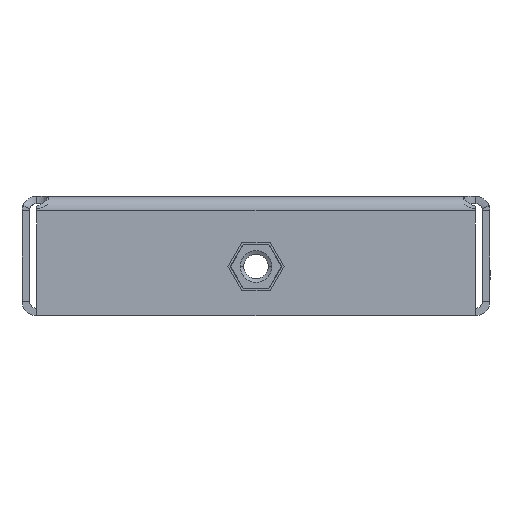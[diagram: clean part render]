
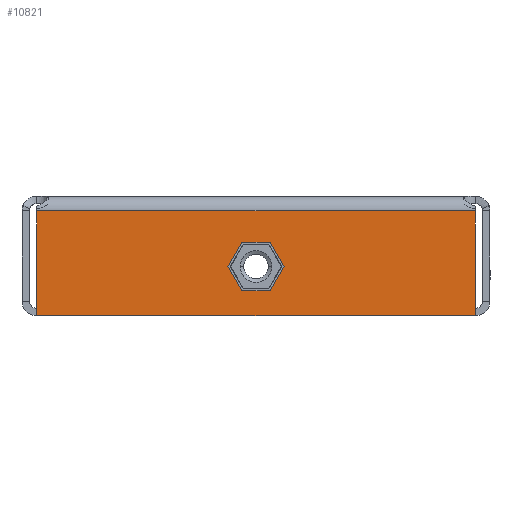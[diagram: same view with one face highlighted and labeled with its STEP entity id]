
A CAD part, left-side view. The second image highlights one B-rep face of the part: STEP entity #10821.
In plain terms, the highlighted planar face has unit normal (-1, 0, 0).
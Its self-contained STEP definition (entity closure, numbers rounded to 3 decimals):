
#491 = ORIENTED_EDGE ( 'NONE', *, *, #13797, .T. ) ;
#762 = DIRECTION ( 'NONE',  ( 0., 1., 0. ) ) ;
#840 = DIRECTION ( 'NONE',  ( 0., 0., -1. ) ) ;
#1177 = CARTESIAN_POINT ( 'NONE',  ( -252., -5.312, -14.4 ) ) ;
#1482 = ORIENTED_EDGE ( 'NONE', *, *, #14747, .T. ) ;
#2139 = LINE ( 'NONE', #6449, #18191 ) ;
#2267 = LINE ( 'NONE', #12024, #3788 ) ;
#2542 = CARTESIAN_POINT ( 'NONE',  ( -252., -45., -24.5 ) ) ;
#3099 = VERTEX_POINT ( 'NONE', #6458 ) ;
#3129 = VERTEX_POINT ( 'NONE', #18130 ) ;
#3301 = CARTESIAN_POINT ( 'NONE',  ( -252., -10.219, -5.9 ) ) ;
#3788 = VECTOR ( 'NONE', #7891, 1000. ) ;
#3871 = DIRECTION ( 'NONE',  ( 0., 0., 1. ) ) ;
#3977 = CARTESIAN_POINT ( 'NONE',  ( -252., 0., -9.8 ) ) ;
#4246 = VECTOR ( 'NONE', #6830, 1000. ) ;
#4958 = FACE_OUTER_BOUND ( 'NONE', #7615, .T. ) ;
#5057 = CARTESIAN_POINT ( 'NONE',  ( -252., 0., -24.5 ) ) ;
#5187 = LINE ( 'NONE', #6336, #14605 ) ;
#5897 = LINE ( 'NONE', #15805, #11562 ) ;
#6336 = CARTESIAN_POINT ( 'NONE',  ( -252., -45., 0. ) ) ;
#6449 = CARTESIAN_POINT ( 'NONE',  ( -252., 10.219, -5.9 ) ) ;
#6458 = CARTESIAN_POINT ( 'NONE',  ( -252., -2.656, -19. ) ) ;
#6830 = DIRECTION ( 'NONE',  ( 0., -0.5, -0.866 ) ) ;
#7217 = CARTESIAN_POINT ( 'NONE',  ( -252., 45., -3. ) ) ;
#7615 = EDGE_LOOP ( 'NONE', ( #9960, #1482, #8519, #12188 ) ) ;
#7684 = CARTESIAN_POINT ( 'NONE',  ( -252., 0., 0. ) ) ;
#7687 = ORIENTED_EDGE ( 'NONE', *, *, #16789, .T. ) ;
#7703 = VECTOR ( 'NONE', #762, 1000. ) ;
#7891 = DIRECTION ( 'NONE',  ( 0., -0.5, 0.866 ) ) ;
#7924 = VERTEX_POINT ( 'NONE', #17491 ) ;
#8047 = LINE ( 'NONE', #5057, #16073 ) ;
#8326 = CARTESIAN_POINT ( 'NONE',  ( -252., 2.252, -1.3 ) ) ;
#8519 = ORIENTED_EDGE ( 'NONE', *, *, #15761, .T. ) ;
#8690 = VERTEX_POINT ( 'NONE', #2542 ) ;
#8823 = EDGE_CURVE ( 'NONE', #15075, #3099, #15841, .T. ) ;
#9107 = VERTEX_POINT ( 'NONE', #7217 ) ;
#9563 = CARTESIAN_POINT ( 'NONE',  ( -252., 0., -19. ) ) ;
#9680 = DIRECTION ( 'NONE',  ( 0., -1., 0. ) ) ;
#9846 = VERTEX_POINT ( 'NONE', #17016 ) ;
#9960 = ORIENTED_EDGE ( 'NONE', *, *, #13018, .F. ) ;
#10220 = AXIS2_PLACEMENT_3D ( 'NONE', #7684, #13474, #840 ) ;
#10516 = CARTESIAN_POINT ( 'NONE',  ( -252., 45., -24.5 ) ) ;
#10674 = FACE_BOUND ( 'NONE', #16326, .T. ) ;
#10821 = ADVANCED_FACE ( 'NONE', ( #10674, #4958 ), #10872, .F. ) ;
#10872 = PLANE ( 'NONE',  #10220 ) ;
#10914 = CARTESIAN_POINT ( 'NONE',  ( -252., -45., -3. ) ) ;
#10956 = EDGE_CURVE ( 'NONE', #7924, #15075, #11222, .T. ) ;
#11007 = DIRECTION ( 'NONE',  ( 0., -1., 0. ) ) ;
#11222 = LINE ( 'NONE', #8326, #4246 ) ;
#11552 = ORIENTED_EDGE ( 'NONE', *, *, #15577, .T. ) ;
#11562 = VECTOR ( 'NONE', #17296, 1000. ) ;
#11736 = DIRECTION ( 'NONE',  ( 0., 0.5, -0.866 ) ) ;
#11864 = CARTESIAN_POINT ( 'NONE',  ( -252., 2.656, -19. ) ) ;
#12024 = CARTESIAN_POINT ( 'NONE',  ( -252., -2.252, -1.3 ) ) ;
#12188 = ORIENTED_EDGE ( 'NONE', *, *, #18289, .T. ) ;
#12621 = VECTOR ( 'NONE', #11007, 1000. ) ;
#13018 = EDGE_CURVE ( 'NONE', #9107, #18192, #17928, .T. ) ;
#13198 = VERTEX_POINT ( 'NONE', #10516 ) ;
#13474 = DIRECTION ( 'NONE',  ( 1., 0., 0. ) ) ;
#13504 = ORIENTED_EDGE ( 'NONE', *, *, #8823, .T. ) ;
#13797 = EDGE_CURVE ( 'NONE', #17769, #9846, #2139, .T. ) ;
#14030 = ORIENTED_EDGE ( 'NONE', *, *, #10956, .T. ) ;
#14113 = EDGE_CURVE ( 'NONE', #3099, #17769, #18169, .T. ) ;
#14605 = VECTOR ( 'NONE', #3871, 1000. ) ;
#14747 = EDGE_CURVE ( 'NONE', #9107, #13198, #5897, .T. ) ;
#15075 = VERTEX_POINT ( 'NONE', #1177 ) ;
#15145 = DIRECTION ( 'NONE',  ( 0., -1., 0. ) ) ;
#15577 = EDGE_CURVE ( 'NONE', #3129, #7924, #18196, .T. ) ;
#15761 = EDGE_CURVE ( 'NONE', #13198, #8690, #8047, .T. ) ;
#15805 = CARTESIAN_POINT ( 'NONE',  ( -252., 45., 0. ) ) ;
#15841 = LINE ( 'NONE', #3301, #16773 ) ;
#16073 = VECTOR ( 'NONE', #15145, 1000. ) ;
#16138 = ORIENTED_EDGE ( 'NONE', *, *, #14113, .T. ) ;
#16326 = EDGE_LOOP ( 'NONE', ( #13504, #16138, #491, #7687, #11552, #14030 ) ) ;
#16597 = CARTESIAN_POINT ( 'NONE',  ( -252., -45., -3. ) ) ;
#16640 = VECTOR ( 'NONE', #9680, 1000. ) ;
#16773 = VECTOR ( 'NONE', #11736, 1000. ) ;
#16789 = EDGE_CURVE ( 'NONE', #9846, #3129, #2267, .T. ) ;
#17016 = CARTESIAN_POINT ( 'NONE',  ( -252., 5.312, -14.4 ) ) ;
#17296 = DIRECTION ( 'NONE',  ( 0., 0., -1. ) ) ;
#17491 = CARTESIAN_POINT ( 'NONE',  ( -252., -2.656, -9.8 ) ) ;
#17769 = VERTEX_POINT ( 'NONE', #11864 ) ;
#17846 = DIRECTION ( 'NONE',  ( 0., 0.5, 0.866 ) ) ;
#17928 = LINE ( 'NONE', #10914, #12621 ) ;
#18130 = CARTESIAN_POINT ( 'NONE',  ( -252., 2.656, -9.8 ) ) ;
#18169 = LINE ( 'NONE', #9563, #7703 ) ;
#18191 = VECTOR ( 'NONE', #17846, 1000. ) ;
#18192 = VERTEX_POINT ( 'NONE', #16597 ) ;
#18196 = LINE ( 'NONE', #3977, #16640 ) ;
#18289 = EDGE_CURVE ( 'NONE', #8690, #18192, #5187, .T. ) ;
